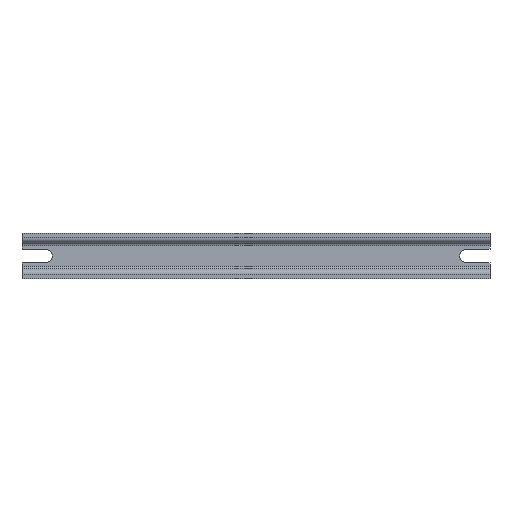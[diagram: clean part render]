
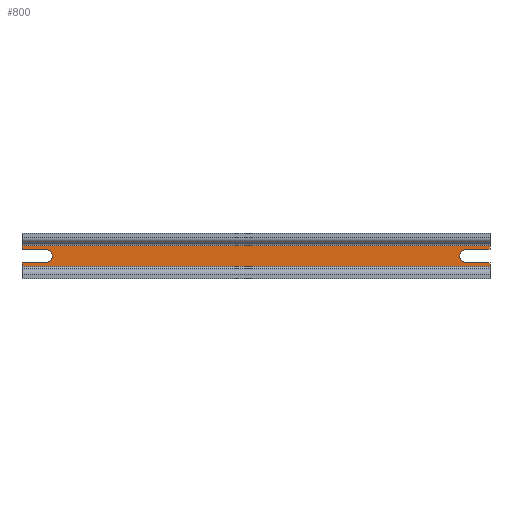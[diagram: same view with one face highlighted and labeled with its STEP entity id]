
A CAD part, top view. The second image highlights one B-rep face of the part: STEP entity #800.
In plain terms, the highlighted planar face has unit normal (0, 0, 1).
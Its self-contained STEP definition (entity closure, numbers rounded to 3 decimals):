
#746=AXIS2_PLACEMENT_3D('Plane Axis2P3D',#743,#744,#745) ;
#757=AXIS2_PLACEMENT_3D('Circle Axis2P3D',#755,#756,$) ;
#776=AXIS2_PLACEMENT_3D('Circle Axis2P3D',#774,#775,$) ;
#456=CARTESIAN_POINT('Vertex',(0.,10.95,1.)) ;
#459=CARTESIAN_POINT('Line Origine',(77.5,10.95,1.)) ;
#463=CARTESIAN_POINT('Vertex',(155.,10.95,1.)) ;
#483=CARTESIAN_POINT('Line Origine',(77.5,4.05,1.)) ;
#487=CARTESIAN_POINT('Vertex',(0.,4.05,1.)) ;
#489=CARTESIAN_POINT('Vertex',(155.,4.05,1.)) ;
#609=CARTESIAN_POINT('Line Origine',(155.,10.35,1.)) ;
#613=CARTESIAN_POINT('Vertex',(155.,9.75,1.)) ;
#636=CARTESIAN_POINT('Line Origine',(155.,4.65,1.)) ;
#640=CARTESIAN_POINT('Vertex',(155.,5.25,1.)) ;
#681=CARTESIAN_POINT('Vertex',(0.,9.75,1.)) ;
#684=CARTESIAN_POINT('Line Origine',(0.,10.35,1.)) ;
#715=CARTESIAN_POINT('Vertex',(0.,5.25,1.)) ;
#723=CARTESIAN_POINT('Line Origine',(0.,4.65,1.)) ;
#743=CARTESIAN_POINT('Axis2P3D Location',(0.,4.05,1.)) ;
#748=CARTESIAN_POINT('Line Origine',(151.125,5.25,1.)) ;
#752=CARTESIAN_POINT('Vertex',(147.25,5.25,1.)) ;
#755=CARTESIAN_POINT('Axis2P3D Location',(147.25,7.5,1.)) ;
#759=CARTESIAN_POINT('Vertex',(147.25,9.75,1.)) ;
#762=CARTESIAN_POINT('Line Origine',(151.125,9.75,1.)) ;
#767=CARTESIAN_POINT('Line Origine',(3.875,9.75,1.)) ;
#771=CARTESIAN_POINT('Vertex',(7.75,9.75,1.)) ;
#774=CARTESIAN_POINT('Axis2P3D Location',(7.75,7.5,1.)) ;
#778=CARTESIAN_POINT('Vertex',(7.75,5.25,1.)) ;
#781=CARTESIAN_POINT('Line Origine',(3.875,5.25,1.)) ;
#460=DIRECTION('Vector Direction',(1.,0.,0.)) ;
#484=DIRECTION('Vector Direction',(1.,0.,0.)) ;
#610=DIRECTION('Vector Direction',(0.,1.,0.)) ;
#637=DIRECTION('Vector Direction',(0.,1.,0.)) ;
#685=DIRECTION('Vector Direction',(0.,1.,0.)) ;
#724=DIRECTION('Vector Direction',(0.,1.,0.)) ;
#744=DIRECTION('Axis2P3D Direction',(0.,0.,-1.)) ;
#745=DIRECTION('Axis2P3D XDirection',(0.,1.,0.)) ;
#749=DIRECTION('Vector Direction',(1.,0.,0.)) ;
#756=DIRECTION('Axis2P3D Direction',(0.,0.,-1.)) ;
#763=DIRECTION('Vector Direction',(-1.,0.,0.)) ;
#768=DIRECTION('Vector Direction',(1.,0.,0.)) ;
#775=DIRECTION('Axis2P3D Direction',(0.,0.,-1.)) ;
#782=DIRECTION('Vector Direction',(-1.,0.,0.)) ;
#461=VECTOR('Line Direction',#460,1.) ;
#485=VECTOR('Line Direction',#484,1.) ;
#611=VECTOR('Line Direction',#610,1.) ;
#638=VECTOR('Line Direction',#637,1.) ;
#686=VECTOR('Line Direction',#685,1.) ;
#725=VECTOR('Line Direction',#724,1.) ;
#750=VECTOR('Line Direction',#749,1.) ;
#764=VECTOR('Line Direction',#763,1.) ;
#769=VECTOR('Line Direction',#768,1.) ;
#783=VECTOR('Line Direction',#782,1.) ;
#787=ORIENTED_EDGE('',*,*,#754,.F.) ;
#788=ORIENTED_EDGE('',*,*,#761,.F.) ;
#789=ORIENTED_EDGE('',*,*,#766,.F.) ;
#790=ORIENTED_EDGE('',*,*,#615,.F.) ;
#791=ORIENTED_EDGE('',*,*,#465,.F.) ;
#792=ORIENTED_EDGE('',*,*,#688,.T.) ;
#793=ORIENTED_EDGE('',*,*,#773,.F.) ;
#794=ORIENTED_EDGE('',*,*,#780,.F.) ;
#795=ORIENTED_EDGE('',*,*,#785,.F.) ;
#796=ORIENTED_EDGE('',*,*,#727,.T.) ;
#797=ORIENTED_EDGE('',*,*,#491,.T.) ;
#798=ORIENTED_EDGE('',*,*,#642,.F.) ;
#800=ADVANCED_FACE('K\X2\00F6\X0\rper.2',(#799),#747,.F.) ;
#758=CIRCLE('generated circle',#757,2.25) ;
#777=CIRCLE('generated circle',#776,2.25) ;
#465=EDGE_CURVE('',#457,#464,#462,.T.) ;
#491=EDGE_CURVE('',#488,#490,#486,.T.) ;
#615=EDGE_CURVE('',#464,#614,#612,.F.) ;
#642=EDGE_CURVE('',#641,#490,#639,.F.) ;
#688=EDGE_CURVE('',#457,#682,#687,.F.) ;
#727=EDGE_CURVE('',#716,#488,#726,.F.) ;
#754=EDGE_CURVE('',#753,#641,#751,.T.) ;
#761=EDGE_CURVE('',#760,#753,#758,.F.) ;
#766=EDGE_CURVE('',#614,#760,#765,.T.) ;
#773=EDGE_CURVE('',#772,#682,#770,.F.) ;
#780=EDGE_CURVE('',#779,#772,#777,.F.) ;
#785=EDGE_CURVE('',#716,#779,#784,.F.) ;
#786=EDGE_LOOP('',(#787,#788,#789,#790,#791,#792,#793,#794,#795,#796,#797,#798)) ;
#799=FACE_OUTER_BOUND('',#786,.T.) ;
#462=LINE('Line',#459,#461) ;
#486=LINE('Line',#483,#485) ;
#612=LINE('Line',#609,#611) ;
#639=LINE('Line',#636,#638) ;
#687=LINE('Line',#684,#686) ;
#726=LINE('Line',#723,#725) ;
#751=LINE('Line',#748,#750) ;
#765=LINE('Line',#762,#764) ;
#770=LINE('Line',#767,#769) ;
#784=LINE('Line',#781,#783) ;
#747=PLANE('',#746) ;
#457=VERTEX_POINT('',#456) ;
#464=VERTEX_POINT('',#463) ;
#488=VERTEX_POINT('',#487) ;
#490=VERTEX_POINT('',#489) ;
#614=VERTEX_POINT('',#613) ;
#641=VERTEX_POINT('',#640) ;
#682=VERTEX_POINT('',#681) ;
#716=VERTEX_POINT('',#715) ;
#753=VERTEX_POINT('',#752) ;
#760=VERTEX_POINT('',#759) ;
#772=VERTEX_POINT('',#771) ;
#779=VERTEX_POINT('',#778) ;
